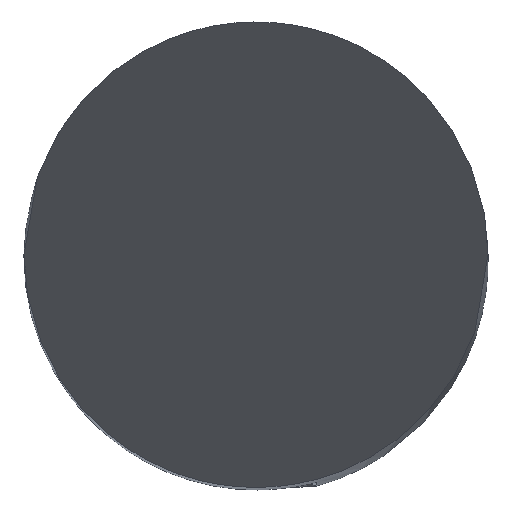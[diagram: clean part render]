
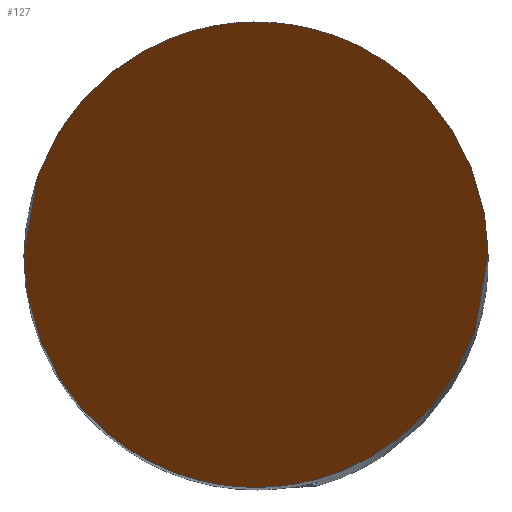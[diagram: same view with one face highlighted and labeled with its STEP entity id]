
A CAD part, top view. The second image highlights one B-rep face of the part: STEP entity #127.
In plain terms, the highlighted planar face has unit normal (0, -0.866, 0.5).
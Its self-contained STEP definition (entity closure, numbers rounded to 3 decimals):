
#127=ADVANCED_FACE('',(#163),#149,.F.);
#149=PLANE('',#514);
#163=FACE_OUTER_BOUND('',#188,.T.);
#188=EDGE_LOOP('',(#232,#233));
#232=ORIENTED_EDGE('',*,*,#393,.F.);
#233=ORIENTED_EDGE('',*,*,#394,.F.);
#348=VERTEX_POINT('',#772);
#349=VERTEX_POINT('',#773);
#393=EDGE_CURVE('',#348,#349,#454,.T.);
#394=EDGE_CURVE('',#349,#348,#455,.T.);
#454=(
BOUNDED_CURVE()
B_SPLINE_CURVE(3,(#768,#769,#770,#771),.UNSPECIFIED.,.F.,.F.)
B_SPLINE_CURVE_WITH_KNOTS((4,4),(0.,1.),.UNSPECIFIED.)
CURVE()
GEOMETRIC_REPRESENTATION_ITEM()
RATIONAL_B_SPLINE_CURVE((1.,0.333,0.333,1.))
REPRESENTATION_ITEM('')
);
#455=(
BOUNDED_CURVE()
B_SPLINE_CURVE(3,(#774,#775,#776,#777),.UNSPECIFIED.,.F.,.F.)
B_SPLINE_CURVE_WITH_KNOTS((4,4),(0.,1.),.UNSPECIFIED.)
CURVE()
GEOMETRIC_REPRESENTATION_ITEM()
RATIONAL_B_SPLINE_CURVE((1.,0.333,0.333,1.))
REPRESENTATION_ITEM('')
);
#514=AXIS2_PLACEMENT_3D('',#778,#572,#573);
#572=DIRECTION('',(0.,0.866,-0.5));
#573=DIRECTION('',(0.,-0.5,-0.866));
#768=CARTESIAN_POINT('',(2.,0.,0.));
#769=CARTESIAN_POINT('',(2.,-4.,-6.928));
#770=CARTESIAN_POINT('',(-2.,-4.,-6.928));
#771=CARTESIAN_POINT('',(-2.,0.,0.));
#772=CARTESIAN_POINT('',(2.,0.,0.));
#773=CARTESIAN_POINT('',(-2.,0.,0.));
#774=CARTESIAN_POINT('',(-2.,0.,0.));
#775=CARTESIAN_POINT('',(-2.,4.,6.928));
#776=CARTESIAN_POINT('',(2.,4.,6.928));
#777=CARTESIAN_POINT('',(2.,0.,0.));
#778=CARTESIAN_POINT('',(2.,-2.,-3.464));
